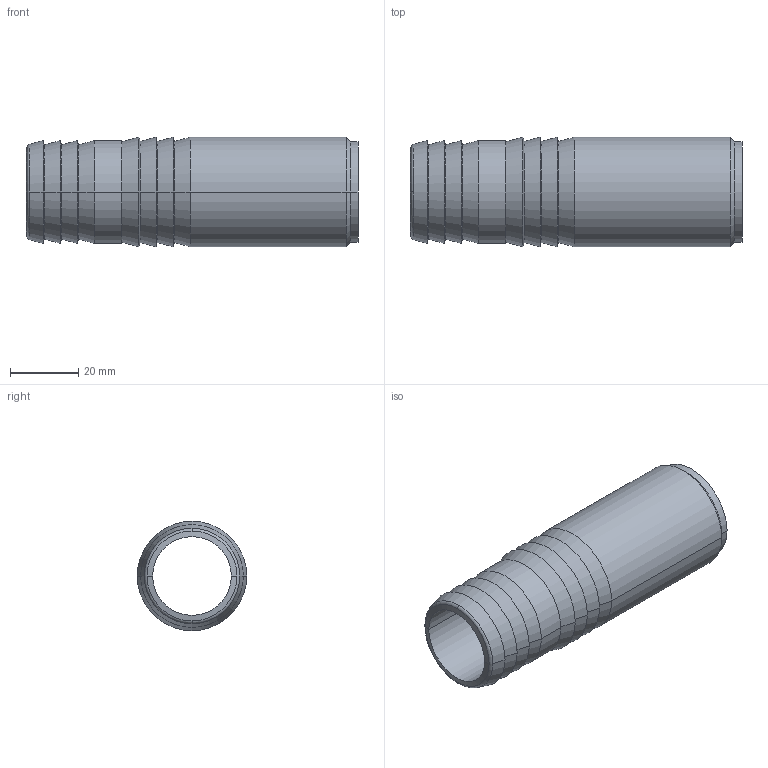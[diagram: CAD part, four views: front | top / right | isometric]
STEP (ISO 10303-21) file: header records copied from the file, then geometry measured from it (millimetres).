
FILE_DESCRIPTION(('STEP AP214'),'1');
FILE_NAME('aim032032030.stp','2018-02-12T14:07:45',('TraceParts'),('TraceParts S.A.'),'Spatial InterOp 3D',' ',' ');
FILE_SCHEMA(('automotive_design'));
Length unit declared in the file: millimetre
Products named in the file (1): aim032032030
Bounding box: 97 x 32 x 32 mm (x, y, z)
Volume: 32184 mm3; surface area: 17549.5 mm2
Topology: 1 solids, 1 shells, 44 faces, 92 edges, 50 vertices
Faces by surface type: cone 32, cylinder 8, torus 2, plane 2
Entity records: 1536 total; most frequent: DIRECTION 234, CARTESIAN_POINT 187, ORIENTED_EDGE 184, AXIS2_PLACEMENT_3D 97, EDGE_CURVE 92, CIRCLE 52, VERTEX_POINT 50, EDGE_LOOP 46
